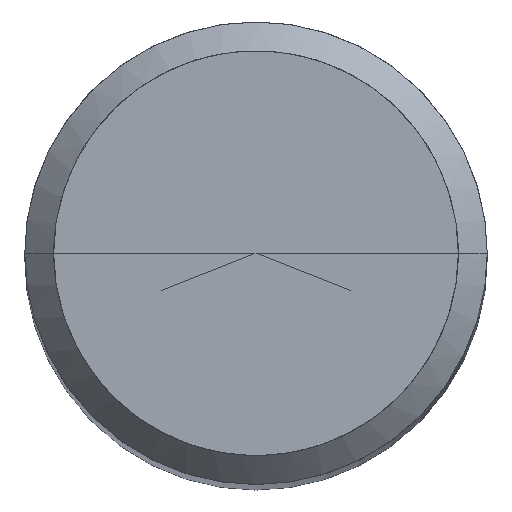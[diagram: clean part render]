
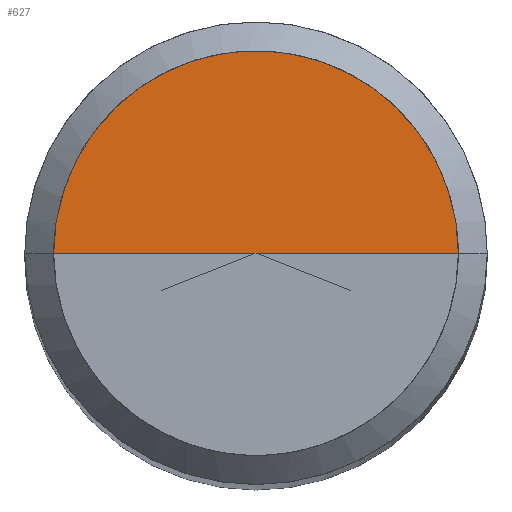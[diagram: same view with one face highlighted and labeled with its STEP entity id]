
A CAD part, top view. The second image highlights one B-rep face of the part: STEP entity #627.
In plain terms, the highlighted free-form (B-spline) face has degree [1, 2] with [2, 5] control points.
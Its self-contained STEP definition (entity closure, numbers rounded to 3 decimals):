
#346=CARTESIAN_POINT('',(3.5,0.0,60.0));
#347=CARTESIAN_POINT('',(3.5,3.5,60.0));
#348=CARTESIAN_POINT('',(0.0,3.5,60.0));
#349=CARTESIAN_POINT('',(-3.5,3.5,60.0));
#350=CARTESIAN_POINT('',(-3.5,0.0,60.0));
#351=CARTESIAN_POINT('',(0.0,0.0,60.0));
#612=(
BOUNDED_SURFACE()
B_SPLINE_SURFACE(1,2,(
(#346,#347,#348,#349,#350),
(#351,#351,#351,#351,#351)
), .UNSPECIFIED.,.F.,.F.,.F.)
B_SPLINE_SURFACE_WITH_KNOTS((2,2),(3,2,3),(
0.0,1.0),(
0.0,0.5,1.0), .UNSPECIFIED.)
GEOMETRIC_REPRESENTATION_ITEM()
RATIONAL_B_SPLINE_SURFACE(((1.0,0.707,1.0,0.707,1.0),
(1.0,0.707,1.0,0.707,1.0)
))
REPRESENTATION_ITEM('')
SURFACE()
);
#613=(
BOUNDED_CURVE()
B_SPLINE_CURVE(2,(#350,#349,#348,#347,#346),.UNSPECIFIED.,.F.,.F.)
B_SPLINE_CURVE_WITH_KNOTS((3,2,3),
(0.0,0.5,1.0),.UNSPECIFIED.)
CURVE()
GEOMETRIC_REPRESENTATION_ITEM()
RATIONAL_B_SPLINE_CURVE((1.0,0.707,1.0,0.707,1.0))
REPRESENTATION_ITEM('')
);
#614=(
BOUNDED_CURVE()
B_SPLINE_CURVE(1,(#346,#351),.UNSPECIFIED.,.F.,.F.)
B_SPLINE_CURVE_WITH_KNOTS((2,2),
(0.0,1.0),.UNSPECIFIED.)
CURVE()
GEOMETRIC_REPRESENTATION_ITEM()
RATIONAL_B_SPLINE_CURVE((1.0,1.0))
REPRESENTATION_ITEM('')
);
#615=(
BOUNDED_CURVE()
B_SPLINE_CURVE(1,(#351,#350),.UNSPECIFIED.,.F.,.F.)
B_SPLINE_CURVE_WITH_KNOTS((2,2),
(0.0,1.0),.UNSPECIFIED.)
CURVE()
GEOMETRIC_REPRESENTATION_ITEM()
RATIONAL_B_SPLINE_CURVE((1.0,1.0))
REPRESENTATION_ITEM('')
);
#616=VERTEX_POINT('',#346);
#617=VERTEX_POINT('',#350);
#618=VERTEX_POINT('',#351);
#619=EDGE_CURVE('',#617,#616,#613,.T.);
#620=EDGE_CURVE('',#616,#618,#614,.T.);
#621=EDGE_CURVE('',#618,#617,#615,.T.);
#622=ORIENTED_EDGE('',*,*,#619,.T.);
#623=ORIENTED_EDGE('',*,*,#620,.T.);
#624=ORIENTED_EDGE('',*,*,#621,.T.);
#625=EDGE_LOOP('',(#622,#623,#624));
#626=FACE_OUTER_BOUND('',#625,.T.);
#627=ADVANCED_FACE('',(#626),#612,.T.);
